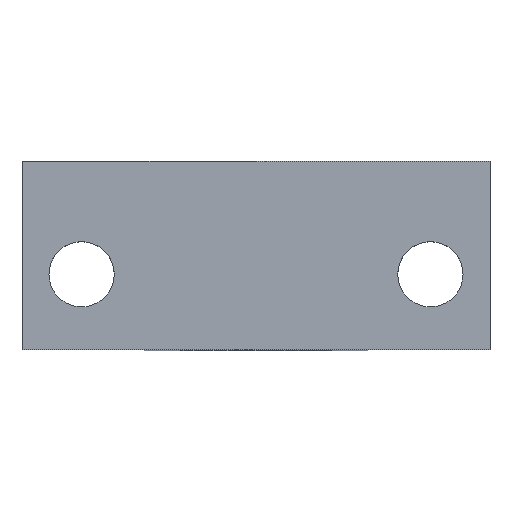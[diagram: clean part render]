
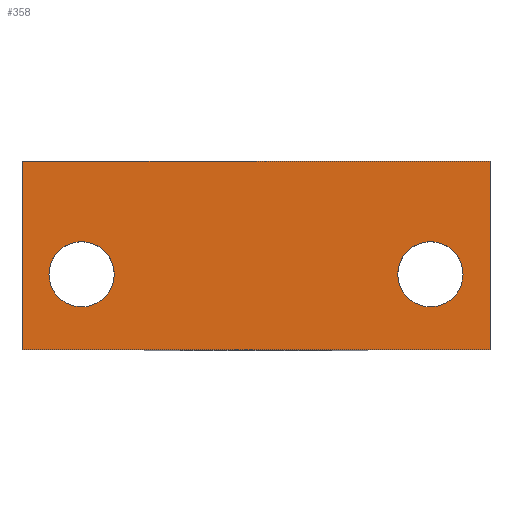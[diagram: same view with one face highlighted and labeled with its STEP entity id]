
A CAD part, top view. The second image highlights one B-rep face of the part: STEP entity #358.
In plain terms, the highlighted planar face has unit normal (0, 0, 1).
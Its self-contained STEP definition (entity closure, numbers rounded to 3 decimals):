
#19=FACE_BOUND('',#73,.T.);
#20=FACE_BOUND('',#74,.T.);
#32=PLANE('',#402);
#50=FACE_OUTER_BOUND('',#72,.T.);
#72=EDGE_LOOP('',(#329,#330,#331,#332));
#73=EDGE_LOOP('',(#333));
#74=EDGE_LOOP('',(#334));
#83=LINE('',#525,#119);
#107=LINE('',#593,#143);
#109=LINE('',#596,#145);
#110=LINE('',#598,#146);
#119=VECTOR('',#423,10.);
#143=VECTOR('',#491,10.);
#145=VECTOR('',#495,10.);
#146=VECTOR('',#498,10.);
#157=CIRCLE('',#396,2.6);
#158=CIRCLE('',#398,2.6);
#167=VERTEX_POINT('',#522);
#168=VERTEX_POINT('',#524);
#187=VERTEX_POINT('',#582);
#188=VERTEX_POINT('',#586);
#189=VERTEX_POINT('',#590);
#190=VERTEX_POINT('',#592);
#201=EDGE_CURVE('',#168,#167,#83,.T.);
#231=EDGE_CURVE('',#187,#187,#157,.T.);
#233=EDGE_CURVE('',#188,#188,#158,.T.);
#235=EDGE_CURVE('',#190,#189,#107,.T.);
#237=EDGE_CURVE('',#189,#168,#109,.T.);
#238=EDGE_CURVE('',#190,#167,#110,.T.);
#329=ORIENTED_EDGE('',*,*,#238,.F.);
#330=ORIENTED_EDGE('',*,*,#235,.T.);
#331=ORIENTED_EDGE('',*,*,#237,.T.);
#332=ORIENTED_EDGE('',*,*,#201,.T.);
#333=ORIENTED_EDGE('',*,*,#233,.F.);
#334=ORIENTED_EDGE('',*,*,#231,.F.);
#358=ADVANCED_FACE('',(#50,#19,#20),#32,.F.);
#396=AXIS2_PLACEMENT_3D('',#584,#481,#482);
#398=AXIS2_PLACEMENT_3D('',#588,#486,#487);
#402=AXIS2_PLACEMENT_3D('',#599,#499,#500);
#423=DIRECTION('',(1.,0.,0.));
#481=DIRECTION('center_axis',(0.,0.,1.));
#482=DIRECTION('ref_axis',(1.,0.,0.));
#486=DIRECTION('center_axis',(0.,0.,1.));
#487=DIRECTION('ref_axis',(1.,0.,0.));
#491=DIRECTION('',(-1.,0.,0.));
#495=DIRECTION('',(0.,-1.,0.));
#498=DIRECTION('',(0.,-1.,0.));
#499=DIRECTION('center_axis',(0.,0.,-1.));
#500=DIRECTION('ref_axis',(1.,0.,0.));
#522=CARTESIAN_POINT('',(110.,215.,-32.087));
#524=CARTESIAN_POINT('',(72.717,215.,-32.087));
#525=CARTESIAN_POINT('',(72.717,215.,-32.087));
#582=CARTESIAN_POINT('',(102.654,221.,-32.087));
#584=CARTESIAN_POINT('Origin',(105.254,221.,-32.087));
#586=CARTESIAN_POINT('',(74.864,221.,-32.087));
#588=CARTESIAN_POINT('Origin',(77.464,221.,-32.087));
#590=CARTESIAN_POINT('',(72.717,230.,-32.087));
#592=CARTESIAN_POINT('',(110.,230.,-32.087));
#593=CARTESIAN_POINT('',(110.,230.,-32.087));
#596=CARTESIAN_POINT('',(72.717,230.,-32.087));
#598=CARTESIAN_POINT('',(110.,319.75,-32.087));
#599=CARTESIAN_POINT('Origin',(91.359,222.5,-32.087));
